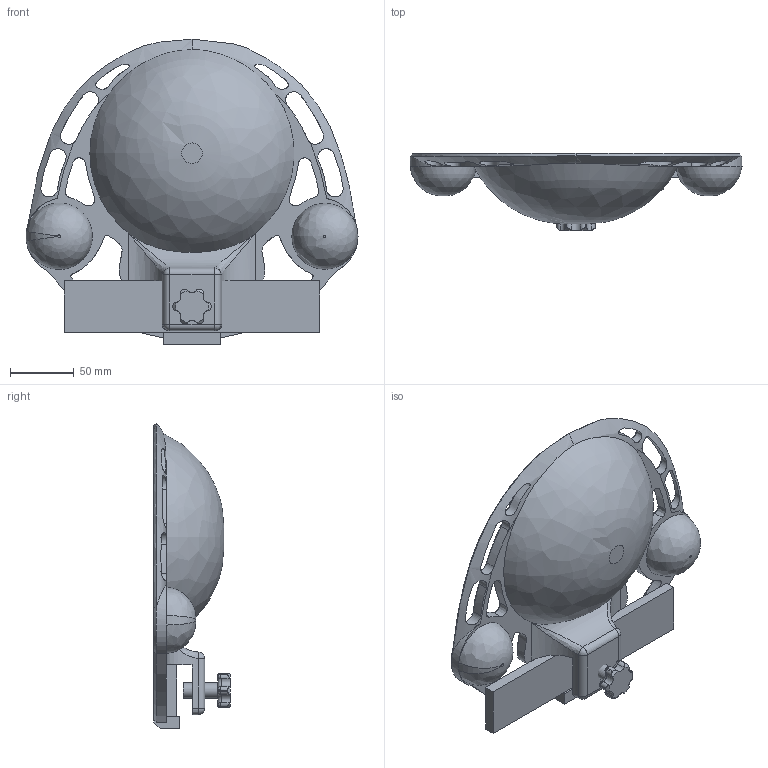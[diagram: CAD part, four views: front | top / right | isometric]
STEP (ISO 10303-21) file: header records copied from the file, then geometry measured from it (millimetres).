
FILE_DESCRIPTION(/* description */ (''),/* implementation_level */ '2;1');
FILE_NAME(/* name */ 'pigion-bath.stp',/* time_stamp */ '2024-09-29T22:42:18+01:00',/* author */ ('iwheard'),/* organization */ (''),/* preprocessor_version */ 'ST-DEVELOPER v19',/* originating_system */ 'Autodesk Inventor 2023',/* authorisation */ '');
FILE_SCHEMA (('AUTOMOTIVE_DESIGN { 1 0 10303 214 3 1 1 }'));
Length unit declared in the file: millimetre
Products named in the file (1): pigion-bath
Bounding box: 260 x 60 x 239.37 mm (x, y, z)
Volume: 454387.3 mm3; surface area: 148019.2 mm2
Topology: 3 solids, 3 shells, 203 faces, 511 edges, 301 vertices
Faces by surface type: bspline 71, cylinder 59, plane 27, cone 26, torus 14, sphere 6
Full cylindrical faces by diameter (mm): 10.106 x1, 12 x1, 48 x2
Entity records: 11174 total; most frequent: CARTESIAN_POINT 6693, ORIENTED_EDGE 990, DIRECTION 798, EDGE_CURVE 495, AXIS2_PLACEMENT_3D 330, VERTEX_POINT 300, EDGE_LOOP 227, FACE_OUTER_BOUND 203
